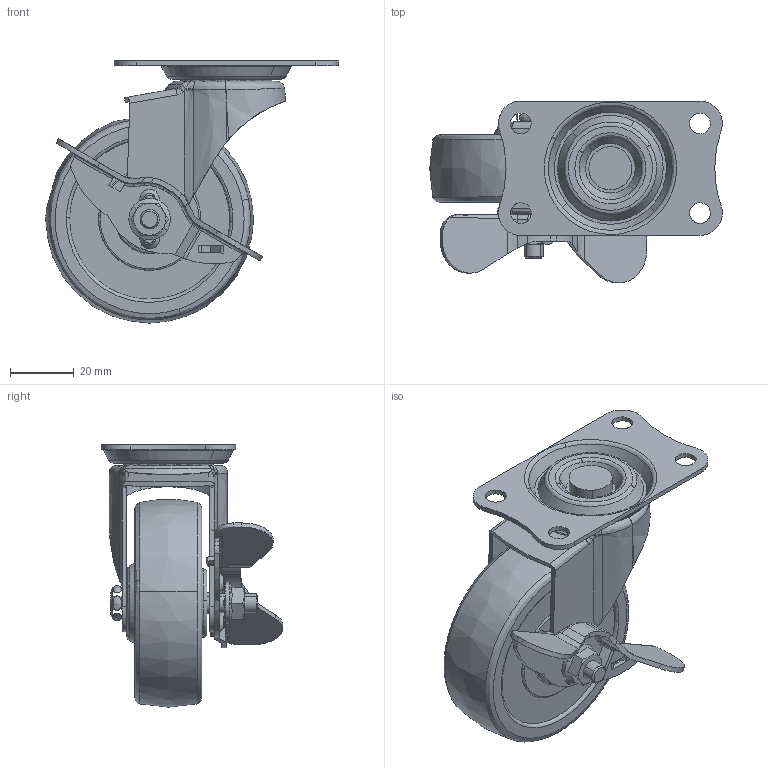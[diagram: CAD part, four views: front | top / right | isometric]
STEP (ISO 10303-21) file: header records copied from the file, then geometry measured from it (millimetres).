
FILE_DESCRIPTION((''),'2;1');
FILE_NAME('','2006-01-18T10:44:10',(''),(''),'','CADfix','');
FILE_SCHEMA(('AUTOMOTIVE_DESIGN'));
Length unit declared in the file: millimetre
Products named in the file (7): body; axle; wheel; mounting plate; main shaft; lever; 315E_R65_10812_36
Assembly tree (6 placements, depth 2):
  315E_R65_10812_36
    body
    axle
    wheel
    mounting plate
    main shaft
    lever
Bounding box: 91.5 x 56.75 x 82 mm (x, y, z)
Volume: 84623 mm3; surface area: 34298.9 mm2
Topology: 8 solids, 12 shells, 403 faces, 1266 edges, 926 vertices
Faces by surface type: bspline 403
Entity records: 24769 total; most frequent: CARTESIAN_POINT 17138, ORIENTED_EDGE 2522, EDGE_CURVE 1261, VERTEX_POINT 926, B_SPLINE_CURVE_WITH_KNOTS 923, EDGE_LOOP 473, FACE_OUTER_BOUND 403, ADVANCED_FACE 403
